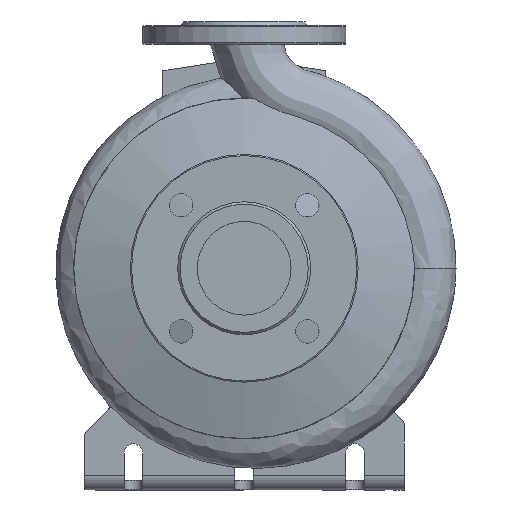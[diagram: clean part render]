
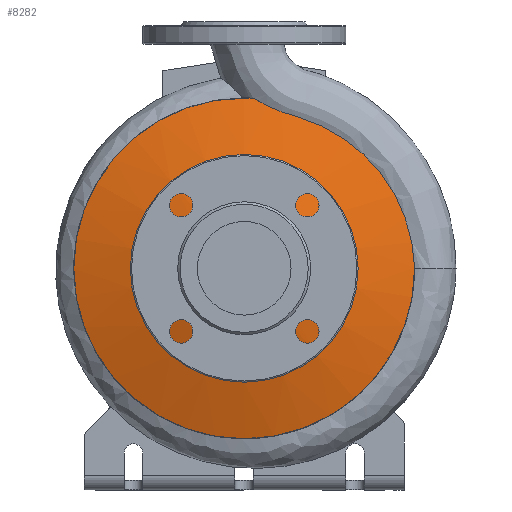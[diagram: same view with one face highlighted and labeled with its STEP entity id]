
A CAD part, left-side view. The second image highlights one B-rep face of the part: STEP entity #8282.
In plain terms, the highlighted conical face has half-angle 74.149 degrees and reference radius 93.215 mm.
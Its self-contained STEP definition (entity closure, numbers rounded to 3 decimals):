
#41=CONICAL_SURFACE('',#9157,93.215,1.294);
#155=B_SPLINE_CURVE_WITH_KNOTS('',3,(#16910,#16911,#16912,#16913,#16914,
#16915,#16916,#16917,#16918,#16919,#16920,#16921,#16922,#16923,#16924,#16925,
#16926,#16927,#16928,#16929,#16930,#16931,#16932,#16933,#16934,#16935,#16936,
#16937,#16938,#16939,#16940,#16941,#16942,#16943,#16944,#16945,#16946,#16947,
#16948,#16949,#16950,#16951,#16952,#16953,#16954,#16955,#16956,#16957,#16958,
#16959,#16960,#16961,#16962,#16963,#16964,#16965,#16966,#16967,#16968,#16969,
#16970,#16971,#16972,#16973,#16974,#16975,#16976,#16977,#16978,#16979,#16980,
#16981,#16982,#16983,#16984,#16985,#16986,#16987,#16988,#16989,#16990,#16991,
#16992,#16993,#16994),.UNSPECIFIED.,.F.,.F.,(4,3,3,3,3,3,3,3,3,3,3,3,3,
3,3,3,3,3,3,3,3,3,3,3,3,3,3,3,4),(0.068,2.876,4.523,
5.339,5.684,8.463,9.853,10.204,
10.398,10.545,11.243,13.045,13.222,
13.359,14.103,14.476,14.662,14.755,
14.801,14.831,14.847,14.848,15.02,
15.139,15.175,15.193,15.208,15.258,
15.433),.UNSPECIFIED.);
#256=FACE_BOUND('',#1534,.T.);
#980=FACE_OUTER_BOUND('',#1533,.T.);
#1533=EDGE_LOOP('',(#7619,#7620));
#1534=EDGE_LOOP('',(#7621));
#3308=CIRCLE('',#9158,138.38);
#3309=CIRCLE('',#9159,48.05);
#4108=VERTEX_POINT('',#16904);
#4109=VERTEX_POINT('',#16909);
#4112=VERTEX_POINT('',#17047);
#5290=EDGE_CURVE('',#4109,#4108,#155,.T.);
#5295=EDGE_CURVE('',#4108,#4109,#3308,.T.);
#5296=EDGE_CURVE('',#4112,#4112,#3309,.T.);
#7619=ORIENTED_EDGE('',*,*,#5290,.T.);
#7620=ORIENTED_EDGE('',*,*,#5295,.T.);
#7621=ORIENTED_EDGE('',*,*,#5296,.F.);
#8282=ADVANCED_FACE('',(#980,#256),#41,.T.);
#9157=AXIS2_PLACEMENT_3D('',#17045,#11547,#11548);
#9158=AXIS2_PLACEMENT_3D('',#17046,#11549,#11550);
#9159=AXIS2_PLACEMENT_3D('',#17048,#11551,#11552);
#11547=DIRECTION('center_axis',(1.,0.,0.));
#11548=DIRECTION('ref_axis',(0.,0.,
1.));
#11549=DIRECTION('center_axis',(-1.,0.,0.));
#11550=DIRECTION('ref_axis',(0.,0.,
1.));
#11551=DIRECTION('center_axis',(-1.,0.,0.));
#11552=DIRECTION('ref_axis',(0.,0.,
1.));
#16904=CARTESIAN_POINT('',(-24.352,-7.576,318.172));
#16909=CARTESIAN_POINT('',(-24.352,-138.378,180.683));
#16910=CARTESIAN_POINT('Ctrl Pts',(-24.352,-138.378,180.683));
#16911=CARTESIAN_POINT('Ctrl Pts',(-24.435,-138.04,190.034));
#16912=CARTESIAN_POINT('Ctrl Pts',(-24.525,-136.731,
199.299));
#16913=CARTESIAN_POINT('Ctrl Pts',(-24.622,-134.477,
208.33));
#16914=CARTESIAN_POINT('Ctrl Pts',(-24.679,-133.155,
213.627));
#16915=CARTESIAN_POINT('Ctrl Pts',(-24.74,-131.507,
218.844));
#16916=CARTESIAN_POINT('Ctrl Pts',(-24.803,-129.54,
223.951));
#16917=CARTESIAN_POINT('Ctrl Pts',(-24.834,-128.565,
226.482));
#16918=CARTESIAN_POINT('Ctrl Pts',(-24.866,-127.51,
228.988));
#16919=CARTESIAN_POINT('Ctrl Pts',(-24.899,-126.379,231.46));
#16920=CARTESIAN_POINT('Ctrl Pts',(-24.913,-125.901,232.504));
#16921=CARTESIAN_POINT('Ctrl Pts',(-24.927,-125.41,
233.541));
#16922=CARTESIAN_POINT('Ctrl Pts',(-24.941,-124.906,
234.571));
#16923=CARTESIAN_POINT('Ctrl Pts',(-25.054,-120.841,
242.875));
#16924=CARTESIAN_POINT('Ctrl Pts',(-25.176,-115.925,
250.716));
#16925=CARTESIAN_POINT('Ctrl Pts',(-25.305,-110.239,
257.967));
#16926=CARTESIAN_POINT('Ctrl Pts',(-25.37,-107.396,
261.592));
#16927=CARTESIAN_POINT('Ctrl Pts',(-25.436,-104.36,
265.069));
#16928=CARTESIAN_POINT('Ctrl Pts',(-25.505,-101.143,268.383));
#16929=CARTESIAN_POINT('Ctrl Pts',(-25.523,-100.33,
269.22));
#16930=CARTESIAN_POINT('Ctrl Pts',(-25.54,-99.506,
270.047));
#16931=CARTESIAN_POINT('Ctrl Pts',(-25.558,-98.671,
270.862));
#16932=CARTESIAN_POINT('Ctrl Pts',(-25.567,-98.21,
271.313));
#16933=CARTESIAN_POINT('Ctrl Pts',(-25.577,-97.745,
271.76));
#16934=CARTESIAN_POINT('Ctrl Pts',(-25.587,-97.277,
272.204));
#16935=CARTESIAN_POINT('Ctrl Pts',(-25.594,-96.92,
272.542));
#16936=CARTESIAN_POINT('Ctrl Pts',(-25.602,-96.558,
272.881));
#16937=CARTESIAN_POINT('Ctrl Pts',(-25.61,-96.186,
273.226));
#16938=CARTESIAN_POINT('Ctrl Pts',(-25.646,-94.428,
274.855));
#16939=CARTESIAN_POINT('Ctrl Pts',(-25.687,-92.469,
276.58));
#16940=CARTESIAN_POINT('Ctrl Pts',(-25.731,-90.299,
278.361));
#16941=CARTESIAN_POINT('Ctrl Pts',(-25.845,-84.687,
282.968));
#16942=CARTESIAN_POINT('Ctrl Pts',(-26.,-77.63,
287.921));
#16943=CARTESIAN_POINT('Ctrl Pts',(-26.178,-68.913,
292.523));
#16944=CARTESIAN_POINT('Ctrl Pts',(-26.196,-68.057,
292.975));
#16945=CARTESIAN_POINT('Ctrl Pts',(-26.213,-67.185,293.423));
#16946=CARTESIAN_POINT('Ctrl Pts',(-26.231,-66.297,
293.868));
#16947=CARTESIAN_POINT('Ctrl Pts',(-26.245,-65.613,
294.21));
#16948=CARTESIAN_POINT('Ctrl Pts',(-26.259,-64.92,
294.549));
#16949=CARTESIAN_POINT('Ctrl Pts',(-26.273,-64.229,
294.88));
#16950=CARTESIAN_POINT('Ctrl Pts',(-26.348,-60.456,296.687));
#16951=CARTESIAN_POINT('Ctrl Pts',(-26.42,-56.664,
298.288));
#16952=CARTESIAN_POINT('Ctrl Pts',(-26.49,-52.789,299.729));
#16953=CARTESIAN_POINT('Ctrl Pts',(-26.525,-50.851,
300.45));
#16954=CARTESIAN_POINT('Ctrl Pts',(-26.559,-48.891,
301.13));
#16955=CARTESIAN_POINT('Ctrl Pts',(-26.591,-46.902,301.775));
#16956=CARTESIAN_POINT('Ctrl Pts',(-26.607,-45.908,
302.097));
#16957=CARTESIAN_POINT('Ctrl Pts',(-26.622,-44.906,
302.411));
#16958=CARTESIAN_POINT('Ctrl Pts',(-26.637,-43.895,302.717));
#16959=CARTESIAN_POINT('Ctrl Pts',(-26.645,-43.39,302.869));
#16960=CARTESIAN_POINT('Ctrl Pts',(-26.652,-42.882,
303.02));
#16961=CARTESIAN_POINT('Ctrl Pts',(-26.659,-42.373,
303.169));
#16962=CARTESIAN_POINT('Ctrl Pts',(-26.663,-42.118,
303.243));
#16963=CARTESIAN_POINT('Ctrl Pts',(-26.666,-41.862,303.317));
#16964=CARTESIAN_POINT('Ctrl Pts',(-26.67,-41.606,
303.391));
#16965=CARTESIAN_POINT('Ctrl Pts',(-26.672,-41.442,303.438));
#16966=CARTESIAN_POINT('Ctrl Pts',(-26.674,-41.277,
303.485));
#16967=CARTESIAN_POINT('Ctrl Pts',(-26.677,-41.112,
303.531));
#16968=CARTESIAN_POINT('Ctrl Pts',(-26.678,-41.026,
303.556));
#16969=CARTESIAN_POINT('Ctrl Pts',(-26.679,-40.941,
303.58));
#16970=CARTESIAN_POINT('Ctrl Pts',(-26.68,-40.841,
303.608));
#16971=CARTESIAN_POINT('Ctrl Pts',(-26.68,-40.834,
303.61));
#16972=CARTESIAN_POINT('Ctrl Pts',(-26.68,-40.827,
303.612));
#16973=CARTESIAN_POINT('Ctrl Pts',(-26.68,-40.82,
303.614));
#16974=CARTESIAN_POINT('Ctrl Pts',(-26.695,-39.701,
303.929));
#16975=CARTESIAN_POINT('Ctrl Pts',(-26.721,-37.286,
304.625));
#16976=CARTESIAN_POINT('Ctrl Pts',(-26.658,-34.022,
305.735));
#16977=CARTESIAN_POINT('Ctrl Pts',(-26.616,-31.769,
306.502));
#16978=CARTESIAN_POINT('Ctrl Pts',(-26.529,-29.111,
307.467));
#16979=CARTESIAN_POINT('Ctrl Pts',(-26.364,-26.197,
308.653));
#16980=CARTESIAN_POINT('Ctrl Pts',(-26.315,-25.336,
309.004));
#16981=CARTESIAN_POINT('Ctrl Pts',(-26.26,-24.452,
309.374));
#16982=CARTESIAN_POINT('Ctrl Pts',(-26.197,-23.55,
309.764));
#16983=CARTESIAN_POINT('Ctrl Pts',(-26.164,-23.087,
309.964));
#16984=CARTESIAN_POINT('Ctrl Pts',(-26.13,-22.62,
310.169));
#16985=CARTESIAN_POINT('Ctrl Pts',(-26.093,-22.148,
310.38));
#16986=CARTESIAN_POINT('Ctrl Pts',(-26.062,-21.749,
310.558));
#16987=CARTESIAN_POINT('Ctrl Pts',(-26.03,-21.351,
310.738));
#16988=CARTESIAN_POINT('Ctrl Pts',(-25.998,-20.962,
310.916));
#16989=CARTESIAN_POINT('Ctrl Pts',(-25.89,-19.67,
311.508));
#16990=CARTESIAN_POINT('Ctrl Pts',(-25.774,-18.448,312.094));
#16991=CARTESIAN_POINT('Ctrl Pts',(-25.655,-17.292,
312.668));
#16992=CARTESIAN_POINT('Ctrl Pts',(-25.244,-13.305,
314.65));
#16993=CARTESIAN_POINT('Ctrl Pts',(-24.778,-10.116,316.532));
#16994=CARTESIAN_POINT('Ctrl Pts',(-24.352,-7.576,318.172));
#17045=CARTESIAN_POINT('Origin',(-37.176,0.,180.));
#17046=CARTESIAN_POINT('Origin',(-24.352,0.,180.));
#17047=CARTESIAN_POINT('',(-50.,0.,228.05));
#17048=CARTESIAN_POINT('Origin',(-50.,0.,180.));
